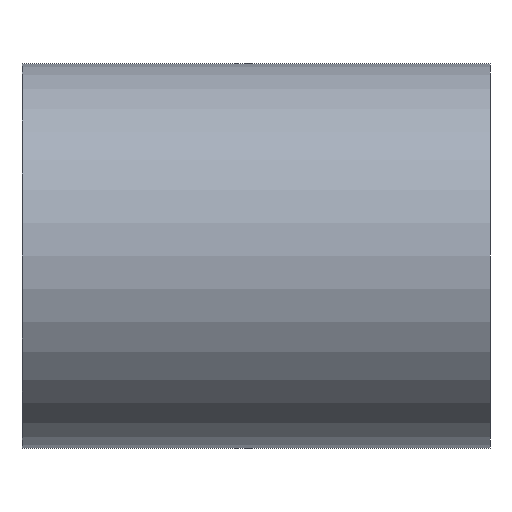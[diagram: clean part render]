
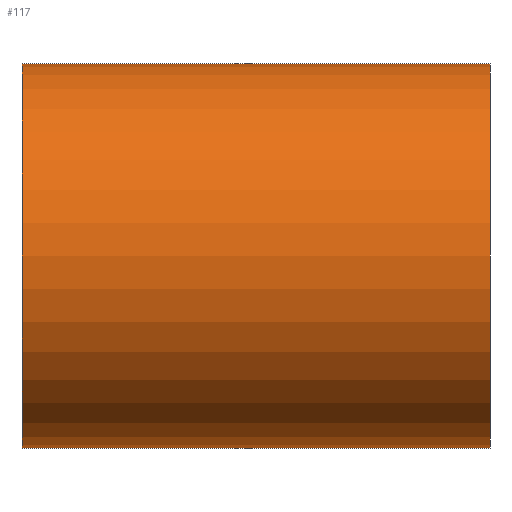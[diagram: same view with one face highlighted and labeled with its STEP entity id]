
A CAD part, left-side view. The second image highlights one B-rep face of the part: STEP entity #117.
In plain terms, the highlighted cylindrical face has radius 12.7 mm (diameter 25.4 mm), a partial arc.
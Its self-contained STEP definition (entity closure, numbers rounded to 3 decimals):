
#2 = DIRECTION ( 'NONE',  ( 0., 0., 1. ) ) ;
#14 = DIRECTION ( 'NONE',  ( 0., 1., 0. ) ) ;
#84 = DIRECTION ( 'NONE',  ( 0., 1., 0. ) ) ;
#94 = CARTESIAN_POINT ( 'NONE',  ( 0., 0., 12.7 ) ) ;
#96 = CYLINDRICAL_SURFACE ( 'NONE', #529, 12.7 ) ;
#99 = AXIS2_PLACEMENT_3D ( 'NONE', #388, #336, #2 ) ;
#100 = CARTESIAN_POINT ( 'NONE',  ( 0., 161.376, 12.7 ) ) ;
#117 = ADVANCED_FACE ( 'NONE', ( #508 ), #96, .T. ) ;
#127 = ORIENTED_EDGE ( 'NONE', *, *, #157, .T. ) ;
#128 = ORIENTED_EDGE ( 'NONE', *, *, #609, .F. ) ;
#155 = EDGE_CURVE ( 'NONE', #601, #202, #321, .T. ) ;
#157 = EDGE_CURVE ( 'NONE', #161, #601, #326, .T. ) ;
#161 = VERTEX_POINT ( 'NONE', #242 ) ;
#202 = VERTEX_POINT ( 'NONE', #561 ) ;
#207 = DIRECTION ( 'NONE',  ( 0., 0., 1. ) ) ;
#210 = VECTOR ( 'NONE', #84, 1000. ) ;
#242 = CARTESIAN_POINT ( 'NONE',  ( 0., 0., -12.7 ) ) ;
#250 = ORIENTED_EDGE ( 'NONE', *, *, #155, .T. ) ;
#251 = CARTESIAN_POINT ( 'NONE',  ( 0., 30.9, -12.7 ) ) ;
#274 = CIRCLE ( 'NONE', #348, 12.7 ) ;
#278 = CARTESIAN_POINT ( 'NONE',  ( 0., 161.376, -12.7 ) ) ;
#321 = LINE ( 'NONE', #100, #411 ) ;
#326 = CIRCLE ( 'NONE', #99, 12.7 ) ;
#334 = LINE ( 'NONE', #278, #210 ) ;
#336 = DIRECTION ( 'NONE',  ( 0., 1., 0. ) ) ;
#348 = AXIS2_PLACEMENT_3D ( 'NONE', #386, #14, #207 ) ;
#358 = DIRECTION ( 'NONE',  ( 0., 1., 0. ) ) ;
#374 = EDGE_LOOP ( 'NONE', ( #424, #127, #250, #128 ) ) ;
#386 = CARTESIAN_POINT ( 'NONE',  ( 0., 30.9, 0. ) ) ;
#388 = CARTESIAN_POINT ( 'NONE',  ( 0., 0., 0. ) ) ;
#411 = VECTOR ( 'NONE', #436, 1000. ) ;
#424 = ORIENTED_EDGE ( 'NONE', *, *, #498, .F. ) ;
#436 = DIRECTION ( 'NONE',  ( 0., 1., 0. ) ) ;
#455 = DIRECTION ( 'NONE',  ( 0., 0., 1. ) ) ;
#498 = EDGE_CURVE ( 'NONE', #161, #596, #334, .T. ) ;
#502 = CARTESIAN_POINT ( 'NONE',  ( 0., 161.376, 0. ) ) ;
#508 = FACE_OUTER_BOUND ( 'NONE', #374, .T. ) ;
#529 = AXIS2_PLACEMENT_3D ( 'NONE', #502, #358, #455 ) ;
#561 = CARTESIAN_POINT ( 'NONE',  ( 0., 30.9, 12.7 ) ) ;
#596 = VERTEX_POINT ( 'NONE', #251 ) ;
#601 = VERTEX_POINT ( 'NONE', #94 ) ;
#609 = EDGE_CURVE ( 'NONE', #596, #202, #274, .T. ) ;
